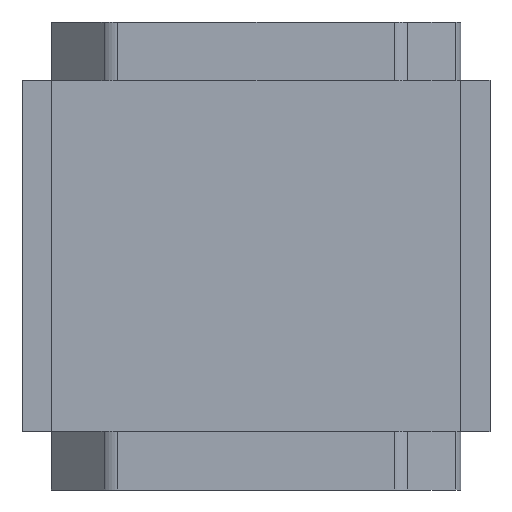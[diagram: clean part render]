
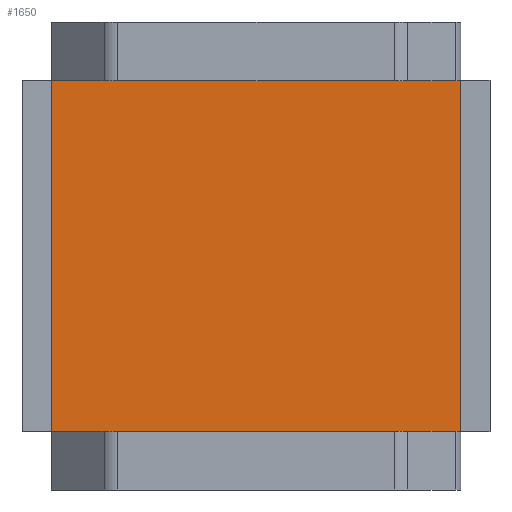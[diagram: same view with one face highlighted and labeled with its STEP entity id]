
A CAD part, front view. The second image highlights one B-rep face of the part: STEP entity #1650.
In plain terms, the highlighted planar face has unit normal (0, -1, 0).
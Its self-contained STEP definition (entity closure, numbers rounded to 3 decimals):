
#305=FACE_OUTER_BOUND('',#446,.T.);
#446=EDGE_LOOP('',(#1465,#1466,#1467,#1468));
#486=LINE('',#2365,#627);
#495=LINE('',#2394,#636);
#534=LINE('',#2489,#675);
#555=LINE('',#2529,#696);
#627=VECTOR('',#1894,10.);
#636=VECTOR('',#1921,10.);
#675=VECTOR('',#2012,10.);
#696=VECTOR('',#2043,10.);
#775=VERTEX_POINT('',#2362);
#776=VERTEX_POINT('',#2364);
#786=VERTEX_POINT('',#2391);
#787=VERTEX_POINT('',#2393);
#931=EDGE_CURVE('',#775,#776,#486,.T.);
#945=EDGE_CURVE('',#787,#786,#495,.T.);
#994=EDGE_CURVE('',#787,#775,#534,.T.);
#1015=EDGE_CURVE('',#776,#786,#555,.T.);
#1465=ORIENTED_EDGE('',*,*,#1015,.F.);
#1466=ORIENTED_EDGE('',*,*,#931,.F.);
#1467=ORIENTED_EDGE('',*,*,#994,.F.);
#1468=ORIENTED_EDGE('',*,*,#945,.T.);
#1556=PLANE('',#1814);
#1650=ADVANCED_FACE('',(#305),#1556,.F.);
#1814=AXIS2_PLACEMENT_3D('',#2716,#2264,#2265);
#1894=DIRECTION('',(1.,0.,0.));
#1921=DIRECTION('',(1.,0.,0.));
#2012=DIRECTION('',(0.,0.,1.));
#2043=DIRECTION('',(0.,0.,-1.));
#2264=DIRECTION('center_axis',(0.,1.,0.));
#2265=DIRECTION('ref_axis',(0.,0.,1.));
#2362=CARTESIAN_POINT('',(-3.,5.6,21.));
#2364=CARTESIAN_POINT('',(18.,5.6,21.));
#2365=CARTESIAN_POINT('',(-3.,5.6,21.));
#2391=CARTESIAN_POINT('',(18.,5.6,3.));
#2393=CARTESIAN_POINT('',(-3.,5.6,3.));
#2394=CARTESIAN_POINT('',(-3.,5.6,3.));
#2489=CARTESIAN_POINT('',(-3.,5.6,1.5));
#2529=CARTESIAN_POINT('',(18.,5.6,1.5));
#2716=CARTESIAN_POINT('Origin',(-3.,5.6,3.));
